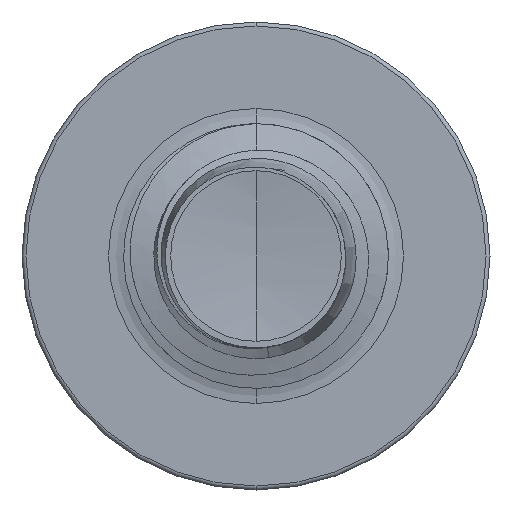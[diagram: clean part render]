
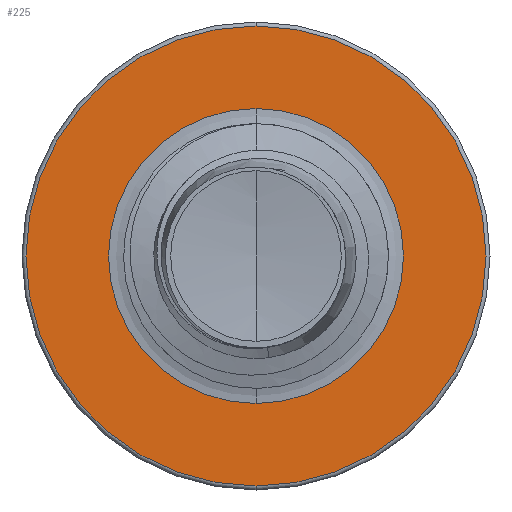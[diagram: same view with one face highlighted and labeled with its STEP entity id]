
A CAD part, front view. The second image highlights one B-rep face of the part: STEP entity #225.
In plain terms, the highlighted planar face has unit normal (0, -1, 0).
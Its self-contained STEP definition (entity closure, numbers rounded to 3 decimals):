
#225 = ADVANCED_FACE ( 'NONE', ( #6127, #6321 ), #9317, .F. ) ;
#929 = EDGE_CURVE ( 'NONE', #3251, #3901, #5929, .T. ) ;
#946 = EDGE_CURVE ( 'NONE', #3412, #3566, #8788, .T. ) ;
#1683 = CIRCLE ( 'NONE', #8906, 2.605 ) ;
#1877 = AXIS2_PLACEMENT_3D ( 'NONE', #5684, #9924, #6335 ) ;
#2388 = EDGE_LOOP ( 'NONE', ( #3585, #5755 ) ) ;
#2874 = CARTESIAN_POINT ( 'NONE',  ( 0., 2.5, 0. ) ) ;
#3218 = CIRCLE ( 'NONE', #1877, 1.67 ) ;
#3251 = VERTEX_POINT ( 'NONE', #5356 ) ;
#3344 = AXIS2_PLACEMENT_3D ( 'NONE', #3884, #3872, #3846 ) ;
#3412 = VERTEX_POINT ( 'NONE', #6123 ) ;
#3566 = VERTEX_POINT ( 'NONE', #7928 ) ;
#3585 = ORIENTED_EDGE ( 'NONE', *, *, #7526, .F. ) ;
#3790 = DIRECTION ( 'NONE',  ( 0., 0., 1. ) ) ;
#3846 = DIRECTION ( 'NONE',  ( 0., 0., 1. ) ) ;
#3872 = DIRECTION ( 'NONE',  ( 0., 1., 0. ) ) ;
#3884 = CARTESIAN_POINT ( 'NONE',  ( 0., 2.5, 0. ) ) ;
#3901 = VERTEX_POINT ( 'NONE', #5454 ) ;
#3998 = DIRECTION ( 'NONE',  ( 0., 0., 1. ) ) ;
#4011 = AXIS2_PLACEMENT_3D ( 'NONE', #4025, #4018, #3998 ) ;
#4018 = DIRECTION ( 'NONE',  ( 0., 1., 0. ) ) ;
#4025 = CARTESIAN_POINT ( 'NONE',  ( 0., 2.5, 0. ) ) ;
#5356 = CARTESIAN_POINT ( 'NONE',  ( 0., 2.5, 1.67 ) ) ;
#5454 = CARTESIAN_POINT ( 'NONE',  ( 0., 2.5, -1.67 ) ) ;
#5684 = CARTESIAN_POINT ( 'NONE',  ( 0., 2.5, 0. ) ) ;
#5755 = ORIENTED_EDGE ( 'NONE', *, *, #946, .F. ) ;
#5929 = CIRCLE ( 'NONE', #4011, 1.67 ) ;
#6123 = CARTESIAN_POINT ( 'NONE',  ( 0., 2.5, -2.605 ) ) ;
#6127 = FACE_OUTER_BOUND ( 'NONE', #2388, .T. ) ;
#6321 = FACE_BOUND ( 'NONE', #8659, .T. ) ;
#6335 = DIRECTION ( 'NONE',  ( 0., 0., 1. ) ) ;
#6844 = AXIS2_PLACEMENT_3D ( 'NONE', #9309, #9300, #9290 ) ;
#7366 = ORIENTED_EDGE ( 'NONE', *, *, #929, .T. ) ;
#7526 = EDGE_CURVE ( 'NONE', #3566, #3412, #1683, .T. ) ;
#7894 = DIRECTION ( 'NONE',  ( 0., 1., 0. ) ) ;
#7928 = CARTESIAN_POINT ( 'NONE',  ( 0., 2.5, 2.605 ) ) ;
#8081 = EDGE_CURVE ( 'NONE', #3901, #3251, #3218, .T. ) ;
#8659 = EDGE_LOOP ( 'NONE', ( #7366, #8817 ) ) ;
#8788 = CIRCLE ( 'NONE', #3344, 2.605 ) ;
#8817 = ORIENTED_EDGE ( 'NONE', *, *, #8081, .T. ) ;
#8906 = AXIS2_PLACEMENT_3D ( 'NONE', #2874, #7894, #3790 ) ;
#9290 = DIRECTION ( 'NONE',  ( 0., 0., 1. ) ) ;
#9300 = DIRECTION ( 'NONE',  ( 0., 1., 0. ) ) ;
#9309 = CARTESIAN_POINT ( 'NONE',  ( 0., 2.5, -1.67 ) ) ;
#9317 = PLANE ( 'NONE',  #6844 ) ;
#9924 = DIRECTION ( 'NONE',  ( 0., 1., 0. ) ) ;
